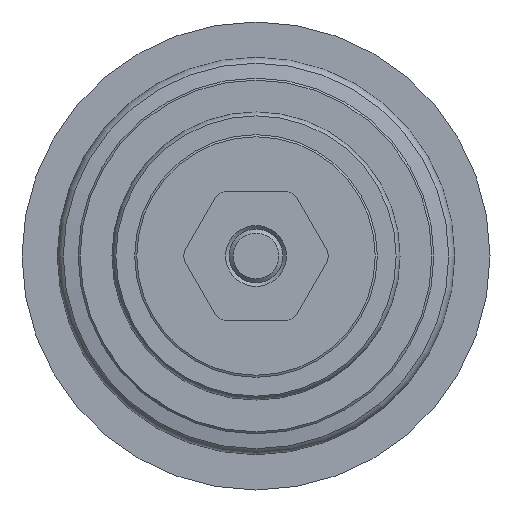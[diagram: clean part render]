
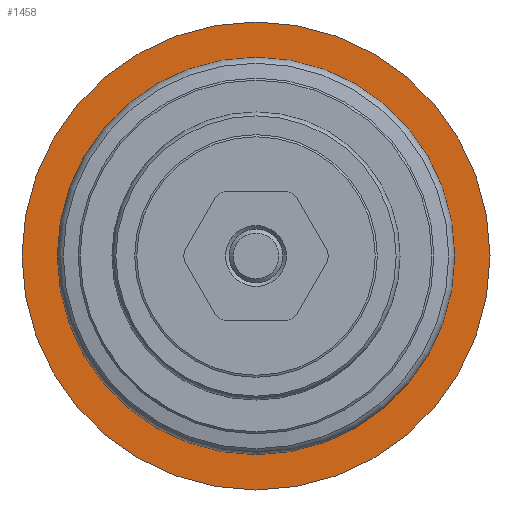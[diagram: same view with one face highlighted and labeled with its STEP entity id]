
A CAD part, front view. The second image highlights one B-rep face of the part: STEP entity #1458.
In plain terms, the highlighted planar face has unit normal (0, -1, 0).
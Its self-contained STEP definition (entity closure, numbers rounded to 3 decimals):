
#43=FACE_BOUND('',#333,.T.);
#69=PLANE('',#1647);
#214=FACE_OUTER_BOUND('',#332,.T.);
#332=EDGE_LOOP('',(#1267));
#333=EDGE_LOOP('',(#1268));
#566=CIRCLE('',#1643,19.9);
#570=CIRCLE('',#1648,23.55);
#705=VERTEX_POINT('',#3358);
#708=VERTEX_POINT('',#3366);
#896=EDGE_CURVE('',#705,#705,#566,.T.);
#900=EDGE_CURVE('',#708,#708,#570,.T.);
#1267=ORIENTED_EDGE('',*,*,#900,.T.);
#1268=ORIENTED_EDGE('',*,*,#896,.F.);
#1458=ADVANCED_FACE('',(#214,#43),#69,.T.);
#1643=AXIS2_PLACEMENT_3D('',#3359,#2029,#2030);
#1647=AXIS2_PLACEMENT_3D('',#3365,#2037,#2038);
#1648=AXIS2_PLACEMENT_3D('',#3367,#2039,#2040);
#2029=DIRECTION('center_axis',(0.,-1.,0.));
#2030=DIRECTION('ref_axis',(1.,0.,0.));
#2037=DIRECTION('center_axis',(0.,-1.,0.));
#2038=DIRECTION('ref_axis',(0.,0.,1.));
#2039=DIRECTION('center_axis',(0.,-1.,0.));
#2040=DIRECTION('ref_axis',(-1.,0.,0.));
#3358=CARTESIAN_POINT('',(0.,10.1,-19.9));
#3359=CARTESIAN_POINT('Origin',(0.,10.1,0.));
#3365=CARTESIAN_POINT('Origin',(-21.475,10.1,0.));
#3366=CARTESIAN_POINT('',(23.55,10.1,0.));
#3367=CARTESIAN_POINT('Origin',(0.,10.1,0.));
